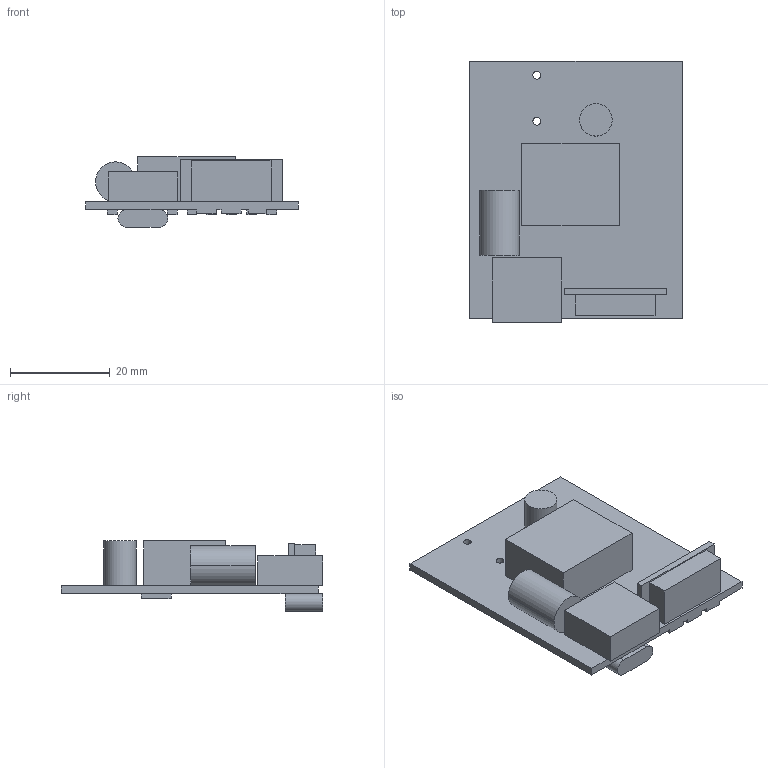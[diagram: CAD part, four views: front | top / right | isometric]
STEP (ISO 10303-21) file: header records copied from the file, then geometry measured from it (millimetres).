
FILE_DESCRIPTION(/* description */ (''),/* implementation_level */ '2;1');
FILE_NAME(/* name */ 'PowerDelivery_Board.step',/* time_stamp */ '2020-12-29T16:57:07+01:00',/* author */ (''),/* organization */ (''),/* preprocessor_version */ 'ST-DEVELOPER v18.1',/* originating_system */ 'Autodesk Translation Framework v9.7.1.1290',/* authorisation */ '');
FILE_SCHEMA (('AUTOMOTIVE_DESIGN { 1 0 10303 214 3 1 1 }'));
Length unit declared in the file: millimetre
Products named in the file (2): PD Board_Version1; Komponente1
Assembly tree (1 placements, depth 2):
  PD Board_Version1
    Komponente1
Bounding box: 42.7 x 52.4 x 14.1 mm (x, y, z)
Volume: 9603.6 mm3; surface area: 7088.6 mm2
Topology: 2 solids, 2 shells, 97 faces, 239 edges, 158 vertices
Faces by surface type: plane 90, cylinder 7
Full cylindrical faces by diameter (mm): 1.55 x2, 6.5 x1
Entity records: 2895 total; most frequent: CARTESIAN_POINT 500, ORIENTED_EDGE 480, DIRECTION 454, EDGE_CURVE 240, LINE 226, VECTOR 226, VERTEX_POINT 160, EDGE_LOOP 114
